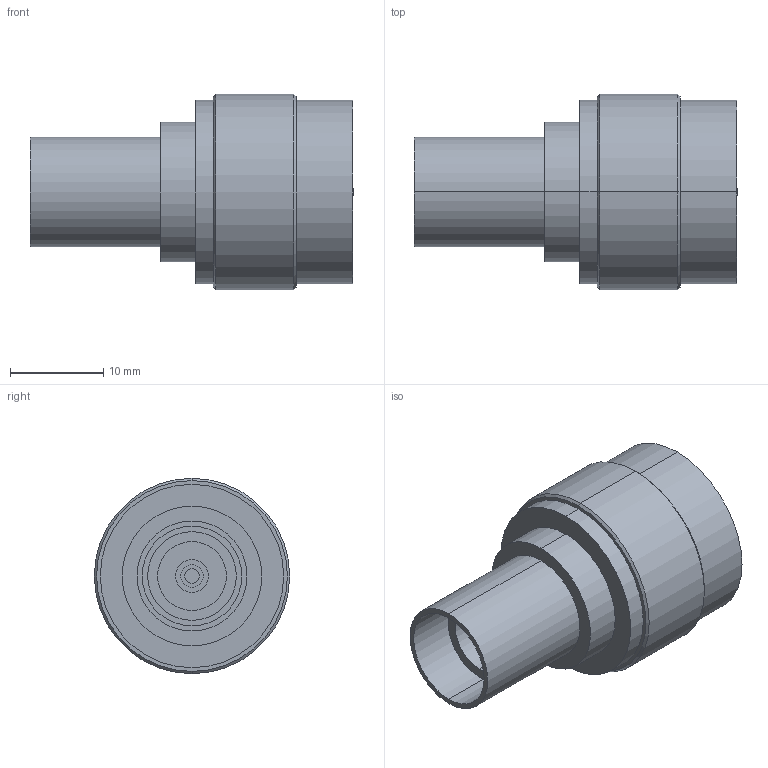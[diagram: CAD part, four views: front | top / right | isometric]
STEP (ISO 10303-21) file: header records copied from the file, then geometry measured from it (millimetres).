
FILE_DESCRIPTION (( 'STEP AP214' ), '1' );
FILE_NAME ('BAC506.STEP', '2006-08-09T18:00:27', ( 'L-COM' ), ( 'L-COM' ), 'SwSTEP 2.0', 'SolidWorks 2006004', '' );
FILE_SCHEMA (( 'AUTOMOTIVE_DESIGN' ));
Length unit declared in the file: inch
Products named in the file (4): BAC506; BAC506-MA2; BAC506-MA1
Assembly tree (3 placements, depth 2):
  BAC506
    BAC506-MA1
    BAC506
    BAC506-MA2
Bounding box: 34.75 x 20.98 x 20.98 mm (x, y, z)
Volume: 4834.7 mm3; surface area: 4910.4 mm2
Topology: 3 solids, 3 shells, 127 faces, 278 edges, 166 vertices
Faces by surface type: cylinder 54, cone 40, plane 33
Entity records: 4187 total; most frequent: DIRECTION 678, CARTESIAN_POINT 617, ORIENTED_EDGE 556, EDGE_CURVE 278, AXIS2_PLACEMENT_3D 275, VERTEX_POINT 166, EDGE_LOOP 142, CIRCLE 142
